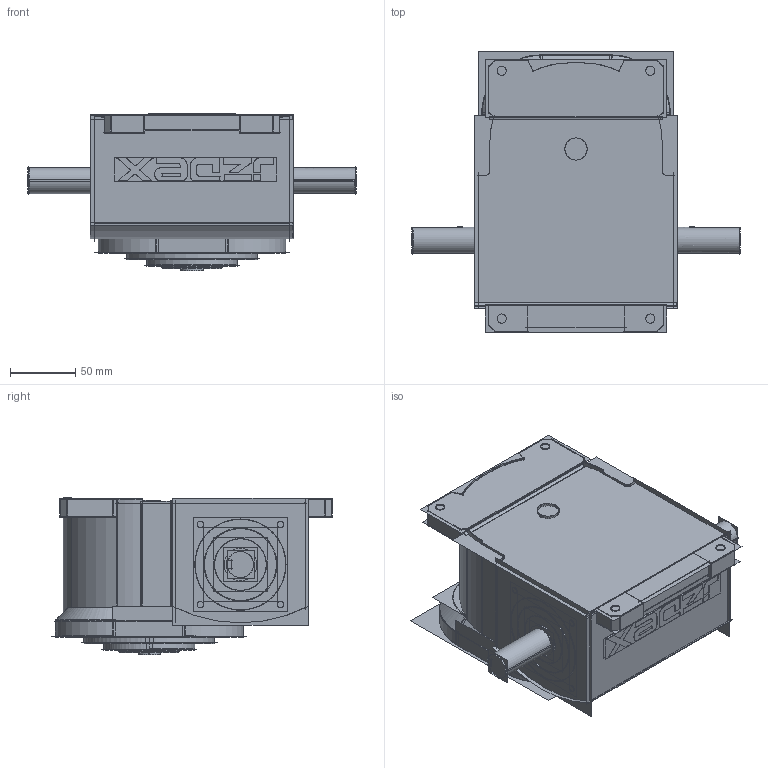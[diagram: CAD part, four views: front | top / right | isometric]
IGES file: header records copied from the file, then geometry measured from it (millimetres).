
Start section:  PTC IGES file: jz-70da.igs
Global section: file name: jz-70da.igs; native system: Creo Parametric by PTC Inc.; preprocessor: 2019010; author: DELL; organization: Unknown; date: 20240321.152505; units: millimetre
Bounding box: 251.92 x 215.47 x 121.02 mm (x, y, z)
Surface area: 768617.2 mm2 (no closed solid volume)
Topology: 0 solids, 0 shells, 698 faces, 10952 edges, 14280 vertices
Faces by surface type: revolution 414, bspline 284
